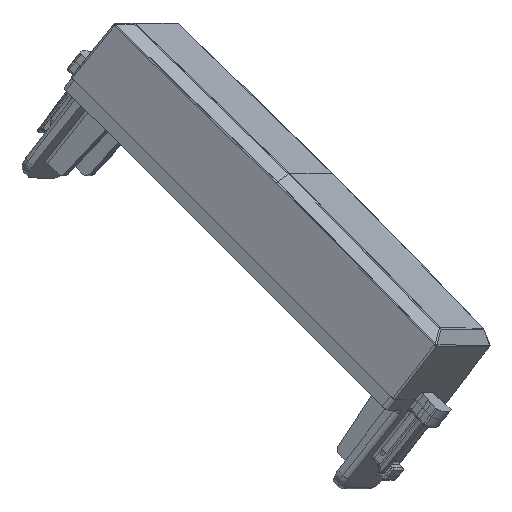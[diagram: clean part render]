
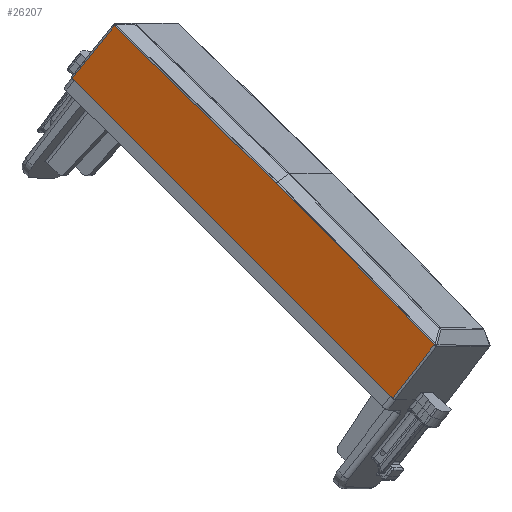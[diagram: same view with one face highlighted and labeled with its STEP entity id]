
A CAD part, isometric view. The second image highlights one B-rep face of the part: STEP entity #26207.
In plain terms, the highlighted face is planar.
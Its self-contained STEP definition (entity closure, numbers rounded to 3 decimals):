
#13514=CARTESIAN_POINT('Vertex',(-22.189,-5.518,7.797)) ;
#13571=CARTESIAN_POINT('Vertex',(22.189,-5.518,7.797)) ;
#14581=CARTESIAN_POINT('Vertex',(-22.193,-5.518,7.793)) ;
#21262=CARTESIAN_POINT('Line Origine',(-25.315,-5.545,4.725)) ;
#21312=CARTESIAN_POINT('Control Point',(0.,-5.516,8.092)) ;
#21313=CARTESIAN_POINT('Control Point',(-4.438,-5.516,8.092)) ;
#21314=CARTESIAN_POINT('Control Point',(-8.877,-5.516,8.063)) ;
#21315=CARTESIAN_POINT('Control Point',(-13.315,-5.516,8.004)) ;
#21316=CARTESIAN_POINT('Control Point',(-17.752,-5.517,7.915)) ;
#21317=CARTESIAN_POINT('Control Point',(-22.189,-5.518,7.797)) ;
#21318=CARTESIAN_POINT('Vertex',(0.,-5.516,8.092)) ;
#21339=CARTESIAN_POINT('Axis2P3D Location',(0.,-12.793,-825.795)) ;
#21356=CARTESIAN_POINT('Line Origine',(25.315,-5.545,4.725)) ;
#21360=CARTESIAN_POINT('Vertex',(22.193,-5.518,7.793)) ;
#22319=CARTESIAN_POINT('Vertex',(-22.25,-5.575,1.275)) ;
#22322=CARTESIAN_POINT('Line Origine',(-22.259,-5.584,0.275)) ;
#26166=CARTESIAN_POINT('Axis2P3D Location',(0.,-5.575,1.275)) ;
#26171=CARTESIAN_POINT('Line Origine',(0.,-5.575,1.275)) ;
#26175=CARTESIAN_POINT('Vertex',(-21.95,-5.575,1.275)) ;
#26178=CARTESIAN_POINT('Line Origine',(0.,-5.575,1.275)) ;
#26182=CARTESIAN_POINT('Vertex',(21.95,-5.575,1.275)) ;
#26185=CARTESIAN_POINT('Line Origine',(0.,-5.575,1.275)) ;
#26189=CARTESIAN_POINT('Vertex',(22.25,-5.575,1.275)) ;
#26193=CARTESIAN_POINT('Control Point',(22.193,-5.518,7.793)) ;
#26194=CARTESIAN_POINT('Control Point',(22.25,-5.575,1.275)) ;
#21263=DIRECTION('Vector Direction',(0.713,0.006,0.701)) ;
#21340=DIRECTION('Axis2P3D Direction',(0.,-1.,0.009)) ;
#21357=DIRECTION('Vector Direction',(-0.713,0.006,0.701)) ;
#22323=DIRECTION('Vector Direction',(-0.009,-0.009,-1.)) ;
#26167=DIRECTION('Axis2P3D Direction',(0.,-1.,0.009)) ;
#26168=DIRECTION('Axis2P3D XDirection',(-1.,0.,0.)) ;
#26172=DIRECTION('Vector Direction',(-1.,0.,0.)) ;
#26179=DIRECTION('Vector Direction',(-1.,0.,0.)) ;
#26186=DIRECTION('Vector Direction',(-1.,0.,0.)) ;
#21341=AXIS2_PLACEMENT_3D('Circle Axis2P3D',#21339,#21340,$) ;
#26169=AXIS2_PLACEMENT_3D('Plane Axis2P3D',#26166,#26167,#26168) ;
#26197=ORIENTED_EDGE('',*,*,#22326,.F.) ;
#26198=ORIENTED_EDGE('',*,*,#26177,.F.) ;
#26199=ORIENTED_EDGE('',*,*,#26184,.F.) ;
#26200=ORIENTED_EDGE('',*,*,#26191,.F.) ;
#26201=ORIENTED_EDGE('',*,*,#26195,.F.) ;
#26202=ORIENTED_EDGE('',*,*,#21362,.F.) ;
#26203=ORIENTED_EDGE('',*,*,#21343,.F.) ;
#26204=ORIENTED_EDGE('',*,*,#21320,.F.) ;
#26205=ORIENTED_EDGE('',*,*,#21266,.F.) ;
#21264=VECTOR('Line Direction',#21263,1.) ;
#21358=VECTOR('Line Direction',#21357,1.) ;
#22324=VECTOR('Line Direction',#22323,1.) ;
#26173=VECTOR('Line Direction',#26172,1.) ;
#26180=VECTOR('Line Direction',#26179,1.) ;
#26187=VECTOR('Line Direction',#26186,1.) ;
#26207=ADVANCED_FACE('PartBody',(#26206),#26170,.T.) ;
#21311=B_SPLINE_CURVE_WITH_KNOTS('',5,(#21312,#21313,#21314,#21315,#21316,#21317),.UNSPECIFIED.,.F.,.U.,(6,6),(53.993,92.448),.UNSPECIFIED.) ;
#26192=B_SPLINE_CURVE_WITH_KNOTS('',1,(#26193,#26194),.UNSPECIFIED.,.F.,.U.,(2,2),(-7.518,-1.),.UNSPECIFIED.) ;
#21342=CIRCLE('generated circle',#21341,833.919) ;
#21266=EDGE_CURVE('',#14582,#13515,#21265,.T.) ;
#21320=EDGE_CURVE('',#13515,#21319,#21311,.F.) ;
#21343=EDGE_CURVE('',#21319,#13572,#21342,.F.) ;
#21362=EDGE_CURVE('',#13572,#21361,#21359,.F.) ;
#22326=EDGE_CURVE('',#22320,#14582,#22325,.F.) ;
#26177=EDGE_CURVE('',#26176,#22320,#26174,.T.) ;
#26184=EDGE_CURVE('',#26183,#26176,#26181,.T.) ;
#26191=EDGE_CURVE('',#26190,#26183,#26188,.T.) ;
#26195=EDGE_CURVE('',#21361,#26190,#26192,.T.) ;
#26196=EDGE_LOOP('',(#26197,#26198,#26199,#26200,#26201,#26202,#26203,#26204,#26205)) ;
#26206=FACE_OUTER_BOUND('',#26196,.T.) ;
#21265=LINE('Line',#21262,#21264) ;
#21359=LINE('Line',#21356,#21358) ;
#22325=LINE('Line',#22322,#22324) ;
#26174=LINE('Line',#26171,#26173) ;
#26181=LINE('Line',#26178,#26180) ;
#26188=LINE('Line',#26185,#26187) ;
#26170=PLANE('',#26169) ;
#13515=VERTEX_POINT('',#13514) ;
#13572=VERTEX_POINT('',#13571) ;
#14582=VERTEX_POINT('',#14581) ;
#21319=VERTEX_POINT('',#21318) ;
#21361=VERTEX_POINT('',#21360) ;
#22320=VERTEX_POINT('',#22319) ;
#26176=VERTEX_POINT('',#26175) ;
#26183=VERTEX_POINT('',#26182) ;
#26190=VERTEX_POINT('',#26189) ;
